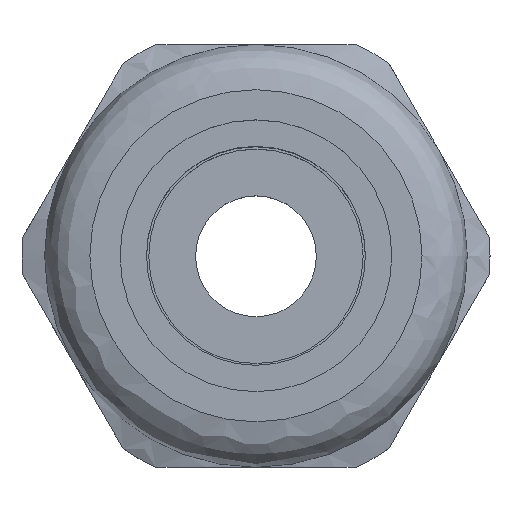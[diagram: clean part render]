
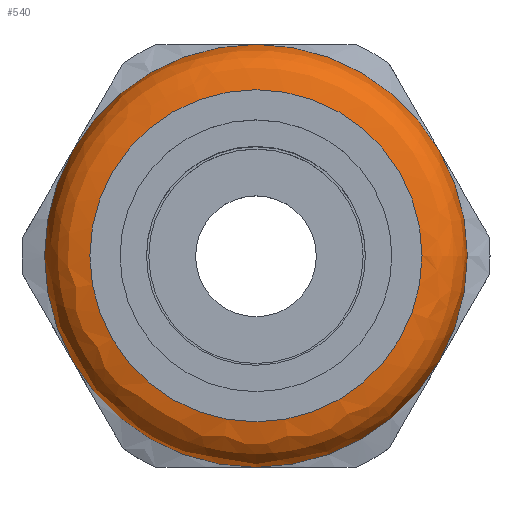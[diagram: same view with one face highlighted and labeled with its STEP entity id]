
A CAD part, top view. The second image highlights one B-rep face of the part: STEP entity #540.
In plain terms, the highlighted free-form (B-spline) face has degree [2, 2] with [7, 3] control points.
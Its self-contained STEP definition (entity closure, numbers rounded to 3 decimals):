
#373=(
BOUNDED_SURFACE()
B_SPLINE_SURFACE(2,2,((#4402,#4403,#4404),(#4405,#4406,#4407),(#4408,#4409,
#4410),(#4411,#4412,#4413),(#4414,#4415,#4416),(#4417,#4418,#4419),(#4420,
#4421,#4422)),.UNSPECIFIED.,.T.,.F.,.F.)
B_SPLINE_SURFACE_WITH_KNOTS((1,2,2,2,2,1),(3,3),(-0.333,0.,
0.333,0.667,1.,1.333),(0.,1.),
 .UNSPECIFIED.)
GEOMETRIC_REPRESENTATION_ITEM()
RATIONAL_B_SPLINE_SURFACE(((1.,0.707,1.),(0.5,0.354,
0.5),(1.,0.707,1.),(0.5,0.354,0.5),(1.,0.707,
1.),(0.5,0.354,0.5),(1.,0.707,1.)))
REPRESENTATION_ITEM('')
SURFACE()
);
#540=ADVANCED_FACE('',(#901,#902),#373,.T.);
#842=CIRCLE('',#3021,14.);
#843=CIRCLE('',#3023,11.);
#901=FACE_BOUND('',#990,.T.);
#902=FACE_BOUND('',#991,.T.);
#990=EDGE_LOOP('',(#1290));
#991=EDGE_LOOP('',(#1291));
#1290=ORIENTED_EDGE('',*,*,#2199,.F.);
#1291=ORIENTED_EDGE('',*,*,#2198,.F.);
#1948=VERTEX_POINT('',#4398);
#1949=VERTEX_POINT('',#4401);
#2198=EDGE_CURVE('',#1948,#1948,#842,.T.);
#2199=EDGE_CURVE('',#1949,#1949,#843,.T.);
#3021=AXIS2_PLACEMENT_3D('',#4397,#3335,#3336);
#3023=AXIS2_PLACEMENT_3D('',#4400,#3339,#3340);
#3335=DIRECTION('',(0.,0.,-1.));
#3336=DIRECTION('',(1.,0.,0.));
#3339=DIRECTION('',(0.,0.,1.));
#3340=DIRECTION('',(1.,0.,0.));
#4397=CARTESIAN_POINT('',(12.31,-21.885,-3.542));
#4398=CARTESIAN_POINT('',(26.31,-21.885,-3.542));
#4400=CARTESIAN_POINT('',(12.31,-21.885,-0.542));
#4401=CARTESIAN_POINT('',(23.31,-21.885,-0.542));
#4402=CARTESIAN_POINT('',(26.31,-21.885,-3.542));
#4403=CARTESIAN_POINT('',(26.31,-21.885,-0.542));
#4404=CARTESIAN_POINT('',(23.31,-21.885,-0.542));
#4405=CARTESIAN_POINT('',(26.31,2.364,-3.542));
#4406=CARTESIAN_POINT('',(26.31,2.364,-0.542));
#4407=CARTESIAN_POINT('',(23.31,-2.832,-0.542));
#4408=CARTESIAN_POINT('',(5.31,-9.76,-3.542));
#4409=CARTESIAN_POINT('',(5.31,-9.76,-0.542));
#4410=CARTESIAN_POINT('',(6.81,-12.359,-0.542));
#4411=CARTESIAN_POINT('',(-15.69,-21.885,-3.542));
#4412=CARTESIAN_POINT('',(-15.69,-21.885,-0.542));
#4413=CARTESIAN_POINT('',(-9.69,-21.885,-0.542));
#4414=CARTESIAN_POINT('',(5.31,-34.009,-3.542));
#4415=CARTESIAN_POINT('',(5.31,-34.009,-0.542));
#4416=CARTESIAN_POINT('',(6.81,-31.411,-0.542));
#4417=CARTESIAN_POINT('',(26.31,-46.134,-3.542));
#4418=CARTESIAN_POINT('',(26.31,-46.134,-0.542));
#4419=CARTESIAN_POINT('',(23.31,-40.937,-0.542));
#4420=CARTESIAN_POINT('',(26.31,-21.885,-3.542));
#4421=CARTESIAN_POINT('',(26.31,-21.885,-0.542));
#4422=CARTESIAN_POINT('',(23.31,-21.885,-0.542));
